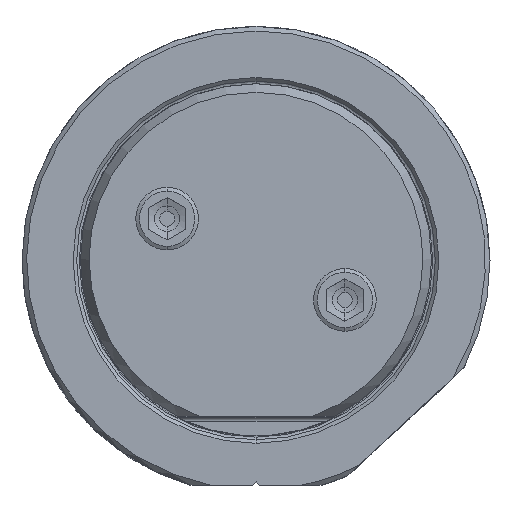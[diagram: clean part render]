
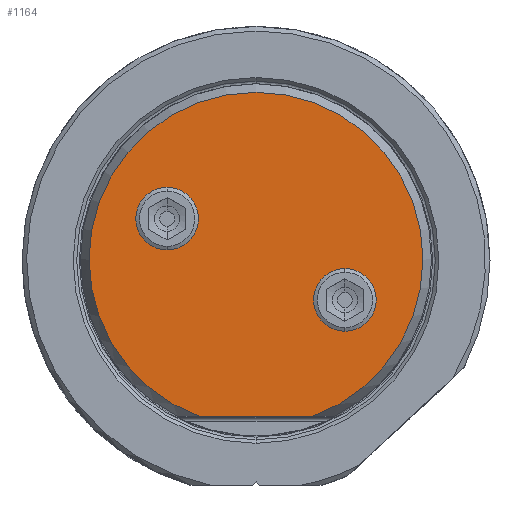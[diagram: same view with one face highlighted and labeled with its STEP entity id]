
A CAD part, top view. The second image highlights one B-rep face of the part: STEP entity #1164.
In plain terms, the highlighted planar face has unit normal (0, 0, 1).
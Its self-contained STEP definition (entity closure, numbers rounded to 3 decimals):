
#164=PLANE('',#6253);
#371=LINE('',#14627,#691);
#691=VECTOR('',#7362,1.);
#873=FACE_BOUND('',#1845,.T.);
#874=FACE_BOUND('',#1846,.T.);
#875=FACE_BOUND('',#1847,.T.);
#1164=ADVANCED_FACE('',(#873,#874,#875),#164,.T.);
#1845=EDGE_LOOP('',(#3112,#3113,#3114));
#1846=EDGE_LOOP('',(#3115,#3116));
#1847=EDGE_LOOP('',(#3117,#3118));
#3112=ORIENTED_EDGE('',*,*,#5108,.T.);
#3113=ORIENTED_EDGE('',*,*,#5109,.T.);
#3114=ORIENTED_EDGE('',*,*,#5110,.T.);
#3115=ORIENTED_EDGE('',*,*,#5104,.T.);
#3116=ORIENTED_EDGE('',*,*,#5107,.T.);
#3117=ORIENTED_EDGE('',*,*,#5111,.T.);
#3118=ORIENTED_EDGE('',*,*,#5112,.T.);
#4382=VERTEX_POINT('',#14616);
#4383=VERTEX_POINT('',#14618);
#4384=VERTEX_POINT('',#14625);
#4385=VERTEX_POINT('',#14626);
#4386=VERTEX_POINT('',#14628);
#4387=VERTEX_POINT('',#14631);
#4388=VERTEX_POINT('',#14632);
#5104=EDGE_CURVE('',#4383,#4382,#5627,.T.);
#5107=EDGE_CURVE('',#4382,#4383,#5629,.T.);
#5108=EDGE_CURVE('',#4384,#4385,#5630,.T.);
#5109=EDGE_CURVE('',#4385,#4386,#371,.T.);
#5110=EDGE_CURVE('',#4386,#4384,#5631,.T.);
#5111=EDGE_CURVE('',#4387,#4388,#5632,.T.);
#5112=EDGE_CURVE('',#4388,#4387,#5633,.T.);
#5627=CIRCLE('',#6244,3.4);
#5629=CIRCLE('',#6247,3.4);
#5630=CIRCLE('',#6249,18.122);
#5631=CIRCLE('',#6250,18.122);
#5632=CIRCLE('',#6251,3.4);
#5633=CIRCLE('',#6252,3.4);
#6244=AXIS2_PLACEMENT_3D('',#14617,#7349,#7350);
#6247=AXIS2_PLACEMENT_3D('',#14622,#7356,#7357);
#6249=AXIS2_PLACEMENT_3D('',#14624,#7360,#7361);
#6250=AXIS2_PLACEMENT_3D('',#14629,#7363,#7364);
#6251=AXIS2_PLACEMENT_3D('',#14630,#7365,#7366);
#6252=AXIS2_PLACEMENT_3D('',#14633,#7367,#7368);
#6253=AXIS2_PLACEMENT_3D('',#14634,#7369,#7370);
#7349=DIRECTION('',(0.,0.,-1.));
#7350=DIRECTION('',(1.,0.,0.));
#7356=DIRECTION('',(0.,0.,-1.));
#7357=DIRECTION('',(-1.,0.,0.));
#7360=DIRECTION('',(0.,0.,1.));
#7361=DIRECTION('',(0.,1.,0.));
#7362=DIRECTION('',(1.,0.,0.));
#7363=DIRECTION('',(0.,0.,1.));
#7364=DIRECTION('',(0.339,-0.941,0.));
#7365=DIRECTION('',(0.,0.,-1.));
#7366=DIRECTION('',(1.,0.,0.));
#7367=DIRECTION('',(0.,0.,-1.));
#7368=DIRECTION('',(-1.,0.,0.));
#7369=DIRECTION('',(0.,0.,1.));
#7370=DIRECTION('',(1.,0.,0.));
#14616=CARTESIAN_POINT('',(6.253,-4.409,69.85));
#14617=CARTESIAN_POINT('',(9.653,-4.409,69.85));
#14618=CARTESIAN_POINT('',(13.053,-4.409,69.85));
#14622=CARTESIAN_POINT('',(9.653,-4.409,69.85));
#14624=CARTESIAN_POINT('',(0.,0.,69.85));
#14625=CARTESIAN_POINT('',(0.,18.122,69.85));
#14626=CARTESIAN_POINT('',(-6.141,-17.05,69.85));
#14627=CARTESIAN_POINT('',(-6.141,-17.05,69.85));
#14628=CARTESIAN_POINT('',(6.141,-17.05,69.85));
#14629=CARTESIAN_POINT('',(0.,0.,69.85));
#14630=CARTESIAN_POINT('',(-9.653,4.409,69.85));
#14631=CARTESIAN_POINT('',(-6.253,4.409,69.85));
#14632=CARTESIAN_POINT('',(-13.053,4.409,69.85));
#14633=CARTESIAN_POINT('',(-9.653,4.409,69.85));
#14634=CARTESIAN_POINT('',(0.,0.536,69.85));
